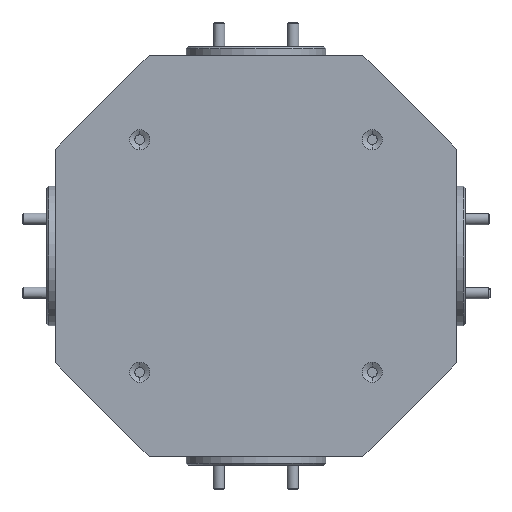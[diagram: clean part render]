
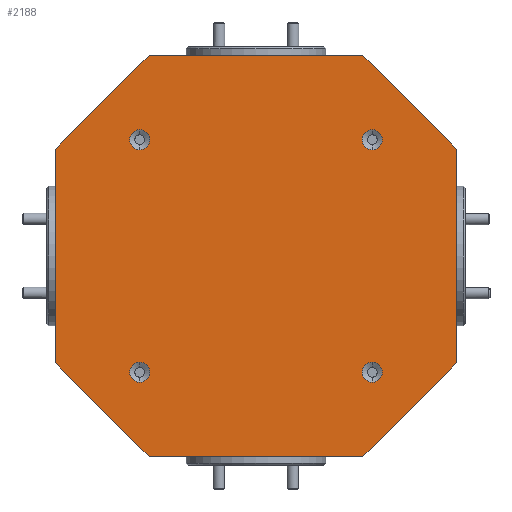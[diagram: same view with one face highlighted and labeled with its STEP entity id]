
A CAD part, front view. The second image highlights one B-rep face of the part: STEP entity #2188.
In plain terms, the highlighted planar face has unit normal (0, -1, 0).
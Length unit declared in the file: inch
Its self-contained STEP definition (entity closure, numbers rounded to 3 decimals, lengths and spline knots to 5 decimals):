
#28 = CARTESIAN_POINT ( 'NONE',  ( 0.625, 0., 0.625 ) ) ;
#63 = ORIENTED_EDGE ( 'NONE', *, *, #5801, .T. ) ;
#294 = VECTOR ( 'NONE', #6051, 39.37008 ) ;
#337 = EDGE_CURVE ( 'NONE', #4720, #4803, #9092, .T. ) ;
#366 = CARTESIAN_POINT ( 'NONE',  ( -0.575, 0., 1.075 ) ) ;
#391 = AXIS2_PLACEMENT_3D ( 'NONE', #5847, #3011, #9032 ) ;
#446 = ORIENTED_EDGE ( 'NONE', *, *, #3597, .F. ) ;
#511 = ORIENTED_EDGE ( 'NONE', *, *, #8122, .F. ) ;
#566 = EDGE_LOOP ( 'NONE', ( #10036, #3998, #10160, #9276, #7766, #63, #10087, #6864 ) ) ;
#1042 = EDGE_CURVE ( 'NONE', #6860, #1389, #5984, .T. ) ;
#1071 = VERTEX_POINT ( 'NONE', #7009 ) ;
#1303 = CARTESIAN_POINT ( 'NONE',  ( -1.075, 0., -1.075 ) ) ;
#1309 = CIRCLE ( 'NONE', #8814, 0.05325 ) ;
#1321 = DIRECTION ( 'NONE',  ( 0., -1., 0. ) ) ;
#1328 = DIRECTION ( 'NONE',  ( 0., 0., -1. ) ) ;
#1349 = EDGE_CURVE ( 'NONE', #1454, #5828, #5952, .T. ) ;
#1389 = VERTEX_POINT ( 'NONE', #6739 ) ;
#1419 = CIRCLE ( 'NONE', #3422, 0.05325 ) ;
#1420 = ORIENTED_EDGE ( 'NONE', *, *, #5753, .F. ) ;
#1442 = AXIS2_PLACEMENT_3D ( 'NONE', #9641, #9489, #4048 ) ;
#1454 = VERTEX_POINT ( 'NONE', #7474 ) ;
#1522 = DIRECTION ( 'NONE',  ( 0., -1., 0. ) ) ;
#1553 = VERTEX_POINT ( 'NONE', #5395 ) ;
#1599 = CIRCLE ( 'NONE', #1442, 0.05325 ) ;
#1700 = ORIENTED_EDGE ( 'NONE', *, *, #337, .F. ) ;
#1909 = LINE ( 'NONE', #5253, #6515 ) ;
#2188 = ADVANCED_FACE ( 'NONE', ( #7491, #3426, #2655, #5835, #5927 ), #9020, .T. ) ;
#2303 = EDGE_CURVE ( 'NONE', #9012, #9320, #5355, .T. ) ;
#2449 = ORIENTED_EDGE ( 'NONE', *, *, #10304, .F. ) ;
#2503 = EDGE_LOOP ( 'NONE', ( #4627, #3822 ) ) ;
#2572 = VERTEX_POINT ( 'NONE', #3518 ) ;
#2655 = FACE_BOUND ( 'NONE', #9467, .T. ) ;
#2764 = LINE ( 'NONE', #4475, #3109 ) ;
#3011 = DIRECTION ( 'NONE',  ( 0., -1., 0. ) ) ;
#3031 = DIRECTION ( 'NONE',  ( -1., 0., 0. ) ) ;
#3109 = VECTOR ( 'NONE', #3598, 39.37008 ) ;
#3291 = CARTESIAN_POINT ( 'NONE',  ( -0.625, 0., -0.625 ) ) ;
#3341 = CARTESIAN_POINT ( 'NONE',  ( -0.625, 0., 0.67825 ) ) ;
#3395 = VERTEX_POINT ( 'NONE', #3341 ) ;
#3407 = DIRECTION ( 'NONE',  ( 0., -1., 0. ) ) ;
#3422 = AXIS2_PLACEMENT_3D ( 'NONE', #7736, #3781, #1328 ) ;
#3426 = FACE_BOUND ( 'NONE', #9413, .T. ) ;
#3518 = CARTESIAN_POINT ( 'NONE',  ( -1.075, 0., -0.575 ) ) ;
#3561 = CARTESIAN_POINT ( 'NONE',  ( -0.625, 0., 0.57175 ) ) ;
#3563 = VECTOR ( 'NONE', #7734, 39.37008 ) ;
#3597 = EDGE_CURVE ( 'NONE', #3395, #9378, #5212, .T. ) ;
#3598 = DIRECTION ( 'NONE',  ( 0.707, 0., -0.707 ) ) ;
#3634 = VECTOR ( 'NONE', #10047, 39.37008 ) ;
#3686 = CARTESIAN_POINT ( 'NONE',  ( -0.625, 0., -0.57175 ) ) ;
#3781 = DIRECTION ( 'NONE',  ( 0., -1., 0. ) ) ;
#3822 = ORIENTED_EDGE ( 'NONE', *, *, #5964, .F. ) ;
#3880 = EDGE_CURVE ( 'NONE', #6188, #1389, #6849, .T. ) ;
#3998 = ORIENTED_EDGE ( 'NONE', *, *, #6179, .T. ) ;
#4048 = DIRECTION ( 'NONE',  ( 0., 0., -1. ) ) ;
#4253 = DIRECTION ( 'NONE',  ( 0., -1., 0. ) ) ;
#4350 = DIRECTION ( 'NONE',  ( -0.707, 0., -0.707 ) ) ;
#4393 = CARTESIAN_POINT ( 'NONE',  ( 1.075, 0., 1.075 ) ) ;
#4441 = VECTOR ( 'NONE', #4350, 39.37008 ) ;
#4475 = CARTESIAN_POINT ( 'NONE',  ( -0.825, 0., -0.825 ) ) ;
#4627 = ORIENTED_EDGE ( 'NONE', *, *, #1349, .F. ) ;
#4720 = VERTEX_POINT ( 'NONE', #3686 ) ;
#4803 = VERTEX_POINT ( 'NONE', #9684 ) ;
#4959 = CARTESIAN_POINT ( 'NONE',  ( 0.625, 0., 0.67825 ) ) ;
#5005 = DIRECTION ( 'NONE',  ( 0., -1., 0. ) ) ;
#5007 = CARTESIAN_POINT ( 'NONE',  ( 1.075, 0., 0.575 ) ) ;
#5018 = EDGE_CURVE ( 'NONE', #4803, #4720, #1419, .T. ) ;
#5035 = DIRECTION ( 'NONE',  ( 0., -1., 0. ) ) ;
#5096 = DIRECTION ( 'NONE',  ( -0.707, 0., 0.707 ) ) ;
#5159 = VERTEX_POINT ( 'NONE', #8797 ) ;
#5190 = LINE ( 'NONE', #9260, #3634 ) ;
#5212 = CIRCLE ( 'NONE', #391, 0.05325 ) ;
#5253 = CARTESIAN_POINT ( 'NONE',  ( 0.825, 0., 0.825 ) ) ;
#5355 = LINE ( 'NONE', #6810, #4441 ) ;
#5395 = CARTESIAN_POINT ( 'NONE',  ( 0.625, 0., 0.57175 ) ) ;
#5617 = AXIS2_PLACEMENT_3D ( 'NONE', #9898, #5035, #6501 ) ;
#5670 = CARTESIAN_POINT ( 'NONE',  ( -1.075, 0., 0.575 ) ) ;
#5753 = EDGE_CURVE ( 'NONE', #9378, #3395, #5930, .T. ) ;
#5801 = EDGE_CURVE ( 'NONE', #2572, #1071, #2764, .T. ) ;
#5828 = VERTEX_POINT ( 'NONE', #7661 ) ;
#5835 = FACE_BOUND ( 'NONE', #5886, .T. ) ;
#5838 = DIRECTION ( 'NONE',  ( 0., 0., -1. ) ) ;
#5847 = CARTESIAN_POINT ( 'NONE',  ( -0.625, 0., 0.625 ) ) ;
#5886 = EDGE_LOOP ( 'NONE', ( #511, #2449 ) ) ;
#5927 = FACE_OUTER_BOUND ( 'NONE', #566, .T. ) ;
#5930 = CIRCLE ( 'NONE', #6426, 0.05325 ) ;
#5952 = CIRCLE ( 'NONE', #10124, 0.05325 ) ;
#5964 = EDGE_CURVE ( 'NONE', #5828, #1454, #8616, .T. ) ;
#5984 = LINE ( 'NONE', #4393, #6437 ) ;
#6051 = DIRECTION ( 'NONE',  ( 1., 0., 0. ) ) ;
#6086 = CARTESIAN_POINT ( 'NONE',  ( 0.575, 0., -1.075 ) ) ;
#6176 = CARTESIAN_POINT ( 'NONE',  ( 0.825, 0., -0.825 ) ) ;
#6179 = EDGE_CURVE ( 'NONE', #6860, #5159, #1909, .T. ) ;
#6188 = VERTEX_POINT ( 'NONE', #6086 ) ;
#6426 = AXIS2_PLACEMENT_3D ( 'NONE', #6470, #5005, #8878 ) ;
#6437 = VECTOR ( 'NONE', #9167, 39.37008 ) ;
#6463 = DIRECTION ( 'NONE',  ( 0., 0., -1. ) ) ;
#6470 = CARTESIAN_POINT ( 'NONE',  ( -0.625, 0., 0.625 ) ) ;
#6501 = DIRECTION ( 'NONE',  ( 0., 0., -1. ) ) ;
#6515 = VECTOR ( 'NONE', #5096, 39.37008 ) ;
#6739 = CARTESIAN_POINT ( 'NONE',  ( 1.075, 0., -0.575 ) ) ;
#6810 = CARTESIAN_POINT ( 'NONE',  ( -0.825, 0., 0.825 ) ) ;
#6848 = VERTEX_POINT ( 'NONE', #4959 ) ;
#6849 = LINE ( 'NONE', #6176, #3563 ) ;
#6860 = VERTEX_POINT ( 'NONE', #5007 ) ;
#6864 = ORIENTED_EDGE ( 'NONE', *, *, #3880, .T. ) ;
#6890 = EDGE_CURVE ( 'NONE', #9012, #5159, #9185, .T. ) ;
#6909 = EDGE_CURVE ( 'NONE', #6188, #1071, #7711, .T. ) ;
#7009 = CARTESIAN_POINT ( 'NONE',  ( -0.575, 0., -1.075 ) ) ;
#7438 = AXIS2_PLACEMENT_3D ( 'NONE', #9805, #4253, #5838 ) ;
#7474 = CARTESIAN_POINT ( 'NONE',  ( 0.625, 0., -0.67825 ) ) ;
#7491 = FACE_BOUND ( 'NONE', #2503, .T. ) ;
#7661 = CARTESIAN_POINT ( 'NONE',  ( 0.625, 0., -0.57175 ) ) ;
#7711 = LINE ( 'NONE', #1303, #10287 ) ;
#7734 = DIRECTION ( 'NONE',  ( 0.707, 0., 0.707 ) ) ;
#7736 = CARTESIAN_POINT ( 'NONE',  ( -0.625, 0., -0.625 ) ) ;
#7766 = ORIENTED_EDGE ( 'NONE', *, *, #7795, .F. ) ;
#7795 = EDGE_CURVE ( 'NONE', #2572, #9320, #5190, .T. ) ;
#8122 = EDGE_CURVE ( 'NONE', #1553, #6848, #1309, .T. ) ;
#8616 = CIRCLE ( 'NONE', #7438, 0.05325 ) ;
#8797 = CARTESIAN_POINT ( 'NONE',  ( 0.575, 0., 1.075 ) ) ;
#8814 = AXIS2_PLACEMENT_3D ( 'NONE', #28, #3407, #9782 ) ;
#8878 = DIRECTION ( 'NONE',  ( 0., 0., -1. ) ) ;
#9012 = VERTEX_POINT ( 'NONE', #366 ) ;
#9020 = PLANE ( 'NONE',  #5617 ) ;
#9032 = DIRECTION ( 'NONE',  ( 0., 0., -1. ) ) ;
#9092 = CIRCLE ( 'NONE', #9765, 0.05325 ) ;
#9157 = DIRECTION ( 'NONE',  ( 0., 0., -1. ) ) ;
#9167 = DIRECTION ( 'NONE',  ( 0., 0., -1. ) ) ;
#9185 = LINE ( 'NONE', #10072, #294 ) ;
#9260 = CARTESIAN_POINT ( 'NONE',  ( -1.075, 0., 1.075 ) ) ;
#9276 = ORIENTED_EDGE ( 'NONE', *, *, #2303, .T. ) ;
#9320 = VERTEX_POINT ( 'NONE', #5670 ) ;
#9378 = VERTEX_POINT ( 'NONE', #3561 ) ;
#9413 = EDGE_LOOP ( 'NONE', ( #10258, #1700 ) ) ;
#9467 = EDGE_LOOP ( 'NONE', ( #1420, #446 ) ) ;
#9489 = DIRECTION ( 'NONE',  ( 0., -1., 0. ) ) ;
#9641 = CARTESIAN_POINT ( 'NONE',  ( 0.625, 0., 0.625 ) ) ;
#9684 = CARTESIAN_POINT ( 'NONE',  ( -0.625, 0., -0.67825 ) ) ;
#9765 = AXIS2_PLACEMENT_3D ( 'NONE', #3291, #1522, #6463 ) ;
#9782 = DIRECTION ( 'NONE',  ( 0., 0., -1. ) ) ;
#9805 = CARTESIAN_POINT ( 'NONE',  ( 0.625, 0., -0.625 ) ) ;
#9898 = CARTESIAN_POINT ( 'NONE',  ( 0., 0., 0. ) ) ;
#10036 = ORIENTED_EDGE ( 'NONE', *, *, #1042, .F. ) ;
#10041 = CARTESIAN_POINT ( 'NONE',  ( 0.625, 0., -0.625 ) ) ;
#10047 = DIRECTION ( 'NONE',  ( 0., 0., 1. ) ) ;
#10072 = CARTESIAN_POINT ( 'NONE',  ( -1.075, 0., 1.075 ) ) ;
#10087 = ORIENTED_EDGE ( 'NONE', *, *, #6909, .F. ) ;
#10124 = AXIS2_PLACEMENT_3D ( 'NONE', #10041, #1321, #9157 ) ;
#10160 = ORIENTED_EDGE ( 'NONE', *, *, #6890, .F. ) ;
#10258 = ORIENTED_EDGE ( 'NONE', *, *, #5018, .F. ) ;
#10287 = VECTOR ( 'NONE', #3031, 39.37008 ) ;
#10304 = EDGE_CURVE ( 'NONE', #6848, #1553, #1599, .T. ) ;
